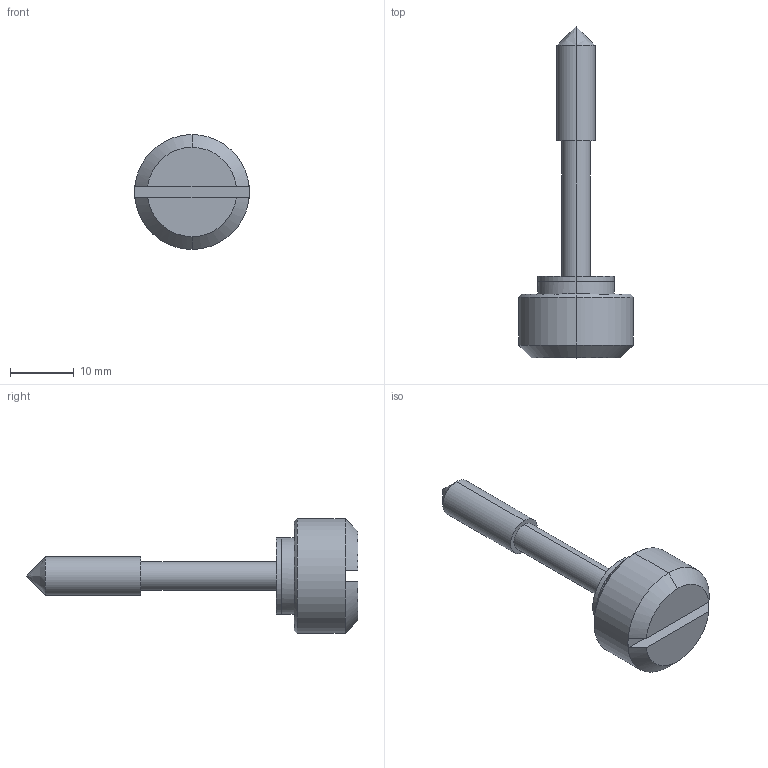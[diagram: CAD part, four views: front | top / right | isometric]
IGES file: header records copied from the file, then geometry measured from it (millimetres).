
Start section: ------------------------------------------------------------------------
Global section: file name: PC007.39296.TL_453SUS_640_16553.igs; native system: spGate; preprocessor: ver19.8.4 (****-****-****-****); author: Unknown; organization: Unknown; date: 250307.151129; units: millimetre
Bounding box: 18 x 52 x 18 mm (x, y, z)
Volume: 3480.9 mm3; surface area: 1973.2 mm2
Topology: 2 solids, 2 shells, 42 faces, 102 edges, 65 vertices
Faces by surface type: bspline 42
